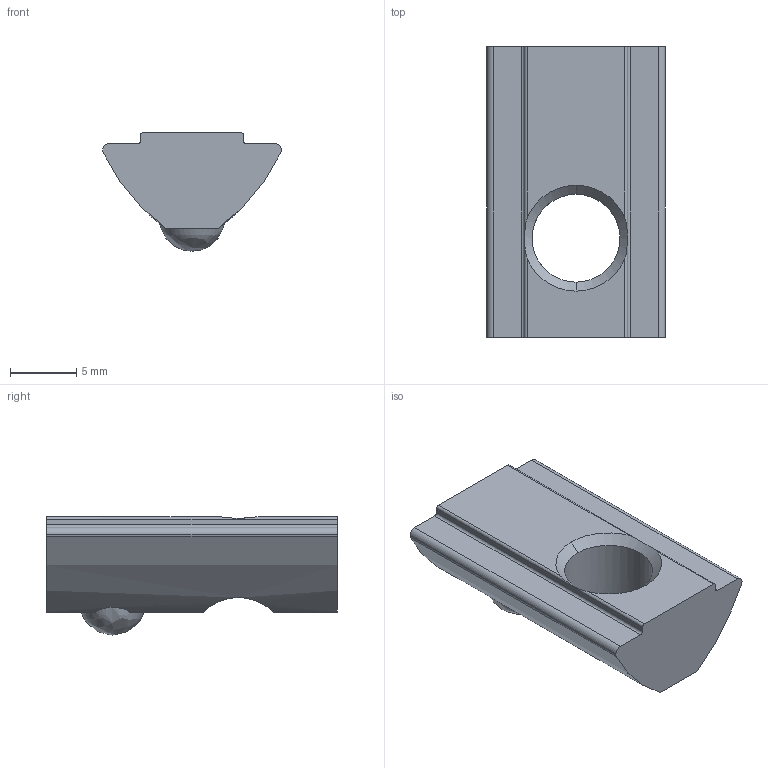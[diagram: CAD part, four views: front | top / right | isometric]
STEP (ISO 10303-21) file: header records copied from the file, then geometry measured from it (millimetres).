
FILE_DESCRIPTION (( 'STEP AP203' ), '1' );
FILE_NAME ('282200118_c_1.STEP', '2022-12-20T04:03:26', ( '' ), ( '' ), 'SwSTEP 2.0', 'SolidWorks 2014', '' );
FILE_SCHEMA (( 'CONFIG_CONTROL_DESIGN' ));
Length unit declared in the file: millimetre
Products named in the file (1): 282200118_c_1
Bounding box: 13.5 x 22 x 8.95 mm (x, y, z)
Volume: 1303.8 mm3; surface area: 974.4 mm2
Topology: 1 solids, 1 shells, 25 faces, 75 edges, 50 vertices
Faces by surface type: cylinder 11, plane 11, cone 2, bspline 1
Entity records: 1063 total; most frequent: CARTESIAN_POINT 300, ORIENTED_EDGE 150, DIRECTION 143, EDGE_CURVE 75, AXIS2_PLACEMENT_3D 53, VERTEX_POINT 50, VECTOR 37, LINE 37
